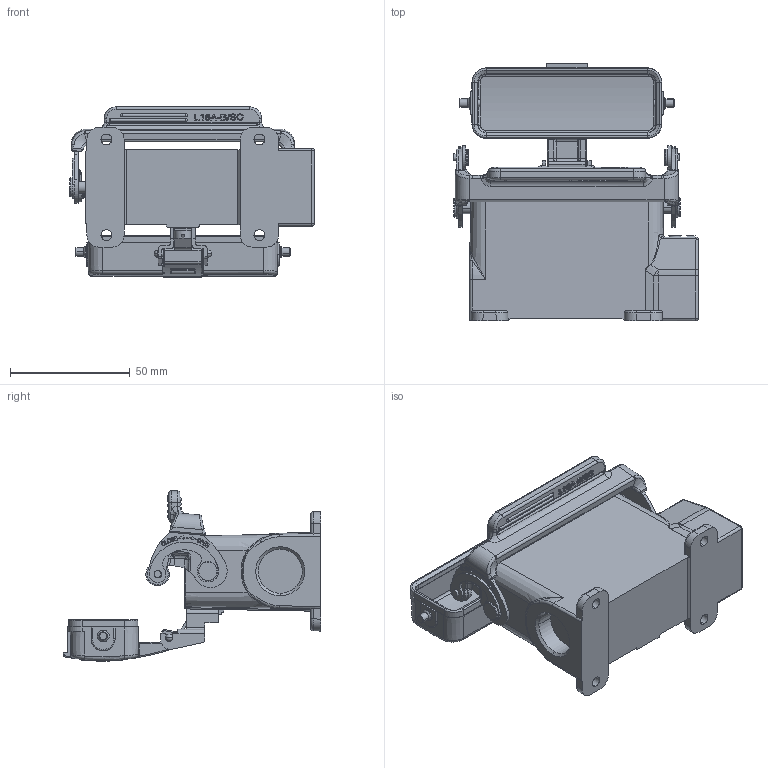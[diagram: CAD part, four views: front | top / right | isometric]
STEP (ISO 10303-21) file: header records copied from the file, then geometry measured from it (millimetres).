
FILE_DESCRIPTION((''),'2;1');
FILE_NAME('PRT0053','2024-01-29T',('11539'),(''),'PRO/ENGINEER BY PARAMETRIC TECHNOLOGY CORPORATION, 2012480','PRO/ENGINEER BY PARAMETRIC TECHNOLOGY CORPORATION, 2012480','');
FILE_SCHEMA(('CONFIG_CONTROL_DESIGN'));
Products named in the file (1): PRT0053
Bounding box: 102.35 x 107.84 x 71.2 mm (x, y, z)
Volume: 90815.8 mm3; surface area: 53517.1 mm2
Topology: 1 solids, 3 shells, 1635 faces, 4438 edges, 2865 vertices
Faces by surface type: plane 651, cylinder 467, extrusion 149, bspline 128, torus 126, cone 74, sphere 36, revolution 4
Entity records: 62611 total; most frequent: CARTESIAN_POINT 23292, ORIENTED_EDGE 8788, DIRECTION 7221, EDGE_CURVE 4394, VERTEX_POINT 2865, AXIS2_PLACEMENT_3D 2470, VECTOR 2277, LINE 2128
